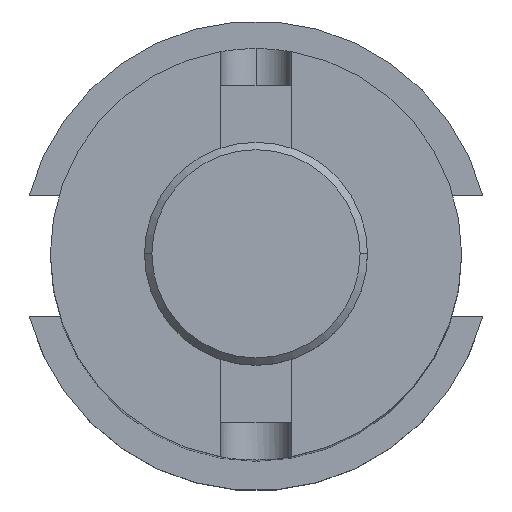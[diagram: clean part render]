
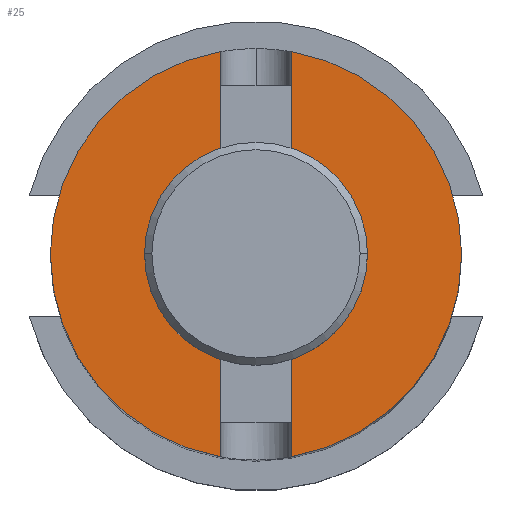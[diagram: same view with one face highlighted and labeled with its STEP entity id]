
A CAD part, top view. The second image highlights one B-rep face of the part: STEP entity #25.
In plain terms, the highlighted planar face has unit normal (0, 0, 1).
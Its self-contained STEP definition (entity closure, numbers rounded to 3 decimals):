
#14 = VERTEX_POINT ( 'NONE', #807 ) ;
#21 = CARTESIAN_POINT ( 'NONE',  ( -4.762, 13.25, 152.4 ) ) ;
#25 = ADVANCED_FACE ( 'NONE', ( #890, #353 ), #76, .F. ) ;
#76 = PLANE ( 'NONE',  #1651 ) ;
#83 = DIRECTION ( 'NONE',  ( -1., 0., 0. ) ) ;
#152 = CARTESIAN_POINT ( 'NONE',  ( -4.762, -27.402, 152.4 ) ) ;
#216 = DIRECTION ( 'NONE',  ( 0., 1., 0. ) ) ;
#229 = VERTEX_POINT ( 'NONE', #515 ) ;
#237 = VERTEX_POINT ( 'NONE', #836 ) ;
#260 = EDGE_CURVE ( 'NONE', #1135, #517, #690, .T. ) ;
#265 = CARTESIAN_POINT ( 'NONE',  ( 12.7, 0., 152.4 ) ) ;
#308 = CARTESIAN_POINT ( 'NONE',  ( 4.763, 27.402, 152.4 ) ) ;
#326 = ORIENTED_EDGE ( 'NONE', *, *, #402, .F. ) ;
#345 = EDGE_CURVE ( 'NONE', #1526, #14, #643, .T. ) ;
#353 = FACE_OUTER_BOUND ( 'NONE', #2212, .T. ) ;
#359 = ORIENTED_EDGE ( 'NONE', *, *, #260, .F. ) ;
#370 = ORIENTED_EDGE ( 'NONE', *, *, #1456, .F. ) ;
#372 = EDGE_CURVE ( 'NONE', #1577, #237, #2266, .T. ) ;
#379 = VECTOR ( 'NONE', #2388, 1000. ) ;
#394 = CARTESIAN_POINT ( 'NONE',  ( 4.763, -13.25, 152.4 ) ) ;
#402 = EDGE_CURVE ( 'NONE', #237, #1577, #1241, .T. ) ;
#404 = CARTESIAN_POINT ( 'NONE',  ( -4.762, -31.75, 152.4 ) ) ;
#425 = AXIS2_PLACEMENT_3D ( 'NONE', #743, #553, #1825 ) ;
#465 = DIRECTION ( 'NONE',  ( 1., 0., 0. ) ) ;
#476 = EDGE_CURVE ( 'NONE', #229, #648, #2063, .T. ) ;
#507 = CARTESIAN_POINT ( 'NONE',  ( 4.763, -31.75, 152.4 ) ) ;
#515 = CARTESIAN_POINT ( 'NONE',  ( 27.813, 0., 152.4 ) ) ;
#517 = VERTEX_POINT ( 'NONE', #394 ) ;
#553 = DIRECTION ( 'NONE',  ( 0., 0., 1. ) ) ;
#588 = CIRCLE ( 'NONE', #892, 27.813 ) ;
#619 = VECTOR ( 'NONE', #2199, 1000. ) ;
#620 = VERTEX_POINT ( 'NONE', #2081 ) ;
#643 = LINE ( 'NONE', #1844, #1408 ) ;
#648 = VERTEX_POINT ( 'NONE', #308 ) ;
#690 = LINE ( 'NONE', #507, #927 ) ;
#726 = VERTEX_POINT ( 'NONE', #2151 ) ;
#734 = EDGE_LOOP ( 'NONE', ( #1099, #326 ) ) ;
#741 = AXIS2_PLACEMENT_3D ( 'NONE', #1346, #2289, #465 ) ;
#743 = CARTESIAN_POINT ( 'NONE',  ( 0., 0., 152.4 ) ) ;
#765 = ORIENTED_EDGE ( 'NONE', *, *, #345, .F. ) ;
#771 = EDGE_CURVE ( 'NONE', #1135, #229, #588, .T. ) ;
#807 = CARTESIAN_POINT ( 'NONE',  ( 4.763, 13.25, 152.4 ) ) ;
#808 = EDGE_CURVE ( 'NONE', #620, #517, #2262, .T. ) ;
#836 = CARTESIAN_POINT ( 'NONE',  ( -12.7, 0., 152.4 ) ) ;
#869 = CARTESIAN_POINT ( 'NONE',  ( 0., 0., 152.4 ) ) ;
#879 = AXIS2_PLACEMENT_3D ( 'NONE', #869, #1055, #2349 ) ;
#883 = EDGE_CURVE ( 'NONE', #1331, #726, #1138, .T. ) ;
#890 = FACE_BOUND ( 'NONE', #734, .T. ) ;
#892 = AXIS2_PLACEMENT_3D ( 'NONE', #2185, #1118, #2380 ) ;
#927 = VECTOR ( 'NONE', #1061, 1000. ) ;
#937 = DIRECTION ( 'NONE',  ( 1., 0., 0. ) ) ;
#1055 = DIRECTION ( 'NONE',  ( 0., 0., 1. ) ) ;
#1061 = DIRECTION ( 'NONE',  ( 0., 1., 0. ) ) ;
#1074 = VECTOR ( 'NONE', #1421, 1000. ) ;
#1092 = CARTESIAN_POINT ( 'NONE',  ( 0., 0., 152.4 ) ) ;
#1097 = DIRECTION ( 'NONE',  ( 0., 0., 1. ) ) ;
#1099 = ORIENTED_EDGE ( 'NONE', *, *, #372, .F. ) ;
#1118 = DIRECTION ( 'NONE',  ( 0., 0., 1. ) ) ;
#1135 = VERTEX_POINT ( 'NONE', #2319 ) ;
#1138 = CIRCLE ( 'NONE', #741, 27.813 ) ;
#1144 = EDGE_CURVE ( 'NONE', #648, #14, #1669, .T. ) ;
#1198 = VERTEX_POINT ( 'NONE', #152 ) ;
#1241 = CIRCLE ( 'NONE', #1280, 12.7 ) ;
#1280 = AXIS2_PLACEMENT_3D ( 'NONE', #1092, #1829, #1290 ) ;
#1290 = DIRECTION ( 'NONE',  ( 1., 0., 0. ) ) ;
#1323 = EDGE_CURVE ( 'NONE', #1198, #620, #1605, .T. ) ;
#1331 = VERTEX_POINT ( 'NONE', #1853 ) ;
#1346 = CARTESIAN_POINT ( 'NONE',  ( 0., 0., 152.4 ) ) ;
#1408 = VECTOR ( 'NONE', #937, 1000. ) ;
#1421 = DIRECTION ( 'NONE',  ( 0., -1., 0. ) ) ;
#1456 = EDGE_CURVE ( 'NONE', #1331, #1526, #1638, .T. ) ;
#1526 = VERTEX_POINT ( 'NONE', #21 ) ;
#1551 = ORIENTED_EDGE ( 'NONE', *, *, #883, .T. ) ;
#1577 = VERTEX_POINT ( 'NONE', #265 ) ;
#1605 = LINE ( 'NONE', #404, #1962 ) ;
#1613 = CARTESIAN_POINT ( 'NONE',  ( 4.763, 31.75, 152.4 ) ) ;
#1637 = ORIENTED_EDGE ( 'NONE', *, *, #1837, .T. ) ;
#1638 = LINE ( 'NONE', #1671, #619 ) ;
#1651 = AXIS2_PLACEMENT_3D ( 'NONE', #2272, #2074, #83 ) ;
#1669 = LINE ( 'NONE', #1613, #1074 ) ;
#1671 = CARTESIAN_POINT ( 'NONE',  ( -4.762, 31.75, 152.4 ) ) ;
#1680 = ORIENTED_EDGE ( 'NONE', *, *, #1323, .T. ) ;
#1725 = ORIENTED_EDGE ( 'NONE', *, *, #1144, .T. ) ;
#1745 = CIRCLE ( 'NONE', #879, 27.813 ) ;
#1823 = CARTESIAN_POINT ( 'NONE',  ( -4.762, -13.25, 152.4 ) ) ;
#1825 = DIRECTION ( 'NONE',  ( 1., 0., 0. ) ) ;
#1829 = DIRECTION ( 'NONE',  ( 0., 0., 1. ) ) ;
#1837 = EDGE_CURVE ( 'NONE', #726, #1198, #1745, .T. ) ;
#1844 = CARTESIAN_POINT ( 'NONE',  ( -4.762, 13.25, 152.4 ) ) ;
#1853 = CARTESIAN_POINT ( 'NONE',  ( -4.762, 27.402, 152.4 ) ) ;
#1962 = VECTOR ( 'NONE', #216, 1000. ) ;
#1993 = ORIENTED_EDGE ( 'NONE', *, *, #771, .T. ) ;
#2053 = ORIENTED_EDGE ( 'NONE', *, *, #476, .T. ) ;
#2063 = CIRCLE ( 'NONE', #2269, 27.813 ) ;
#2074 = DIRECTION ( 'NONE',  ( 0., 0., -1. ) ) ;
#2081 = CARTESIAN_POINT ( 'NONE',  ( -4.762, -13.25, 152.4 ) ) ;
#2151 = CARTESIAN_POINT ( 'NONE',  ( -27.813, 0., 152.4 ) ) ;
#2185 = CARTESIAN_POINT ( 'NONE',  ( 0., 0., 152.4 ) ) ;
#2199 = DIRECTION ( 'NONE',  ( 0., -1., 0. ) ) ;
#2212 = EDGE_LOOP ( 'NONE', ( #370, #1551, #1637, #1680, #2325, #359, #1993, #2053, #1725, #765 ) ) ;
#2262 = LINE ( 'NONE', #1823, #379 ) ;
#2266 = CIRCLE ( 'NONE', #425, 12.7 ) ;
#2269 = AXIS2_PLACEMENT_3D ( 'NONE', #2382, #1097, #2390 ) ;
#2272 = CARTESIAN_POINT ( 'NONE',  ( 0., 27.813, 152.4 ) ) ;
#2289 = DIRECTION ( 'NONE',  ( 0., 0., 1. ) ) ;
#2319 = CARTESIAN_POINT ( 'NONE',  ( 4.763, -27.402, 152.4 ) ) ;
#2325 = ORIENTED_EDGE ( 'NONE', *, *, #808, .T. ) ;
#2349 = DIRECTION ( 'NONE',  ( 1., 0., 0. ) ) ;
#2380 = DIRECTION ( 'NONE',  ( 1., 0., 0. ) ) ;
#2382 = CARTESIAN_POINT ( 'NONE',  ( 0., 0., 152.4 ) ) ;
#2388 = DIRECTION ( 'NONE',  ( 1., 0., 0. ) ) ;
#2390 = DIRECTION ( 'NONE',  ( 1., 0., 0. ) ) ;
